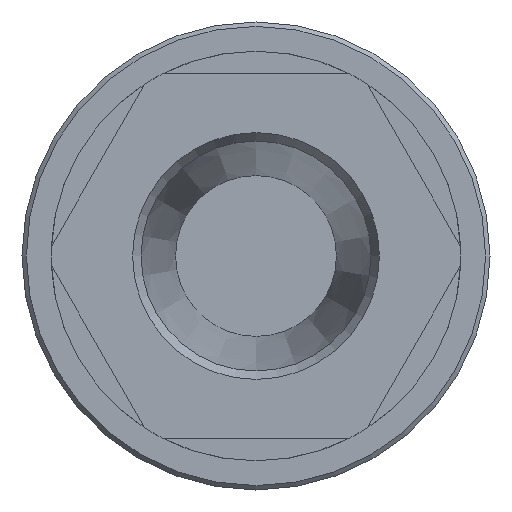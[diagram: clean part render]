
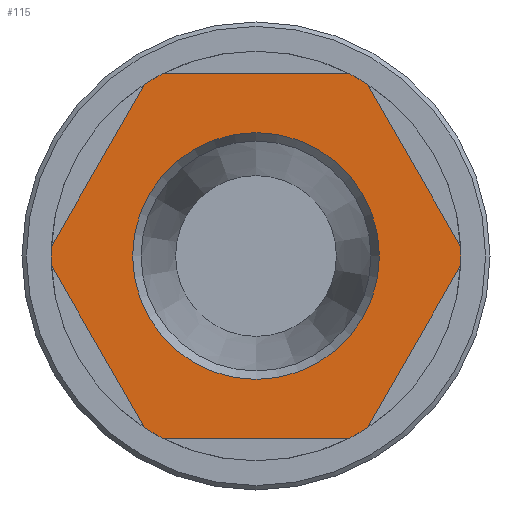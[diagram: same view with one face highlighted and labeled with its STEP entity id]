
A CAD part, left-side view. The second image highlights one B-rep face of the part: STEP entity #115.
In plain terms, the highlighted planar face has unit normal (-1, 0, 0).
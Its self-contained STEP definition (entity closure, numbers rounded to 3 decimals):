
#115 = ADVANCED_FACE( '', ( #236, #237 ), #238, .F. );
#236 = FACE_BOUND( '', #564, .T. );
#237 = FACE_OUTER_BOUND( '', #565, .T. );
#238 = PLANE( '', #566 );
#564 = EDGE_LOOP( '', ( #795 ) );
#565 = EDGE_LOOP( '', ( #796, #797, #798, #799, #800, #801, #802, #803, #804, #805, #806, #807 ) );
#566 = AXIS2_PLACEMENT_3D( '', #808, #809, #810 );
#795 = ORIENTED_EDGE( '', *, *, #847, .F. );
#796 = ORIENTED_EDGE( '', *, *, #829, .T. );
#797 = ORIENTED_EDGE( '', *, *, #880, .F. );
#798 = ORIENTED_EDGE( '', *, *, #825, .T. );
#799 = ORIENTED_EDGE( '', *, *, #879, .F. );
#800 = ORIENTED_EDGE( '', *, *, #900, .T. );
#801 = ORIENTED_EDGE( '', *, *, #876, .F. );
#802 = ORIENTED_EDGE( '', *, *, #898, .T. );
#803 = ORIENTED_EDGE( '', *, *, #873, .F. );
#804 = ORIENTED_EDGE( '', *, *, #820, .T. );
#805 = ORIENTED_EDGE( '', *, *, #871, .F. );
#806 = ORIENTED_EDGE( '', *, *, #834, .T. );
#807 = ORIENTED_EDGE( '', *, *, #869, .F. );
#808 = CARTESIAN_POINT( '', ( -32.5, 0., 0. ) );
#809 = DIRECTION( '', ( 1., 0., 0. ) );
#810 = DIRECTION( '', ( 0., 0., -1. ) );
#820 = EDGE_CURVE( '', #917, #918, #919, .T. );
#825 = EDGE_CURVE( '', #926, #927, #928, .T. );
#829 = EDGE_CURVE( '', #932, #933, #934, .T. );
#834 = EDGE_CURVE( '', #941, #942, #943, .T. );
#847 = EDGE_CURVE( '', #964, #964, #965, .T. );
#869 = EDGE_CURVE( '', #932, #942, #998, .T. );
#871 = EDGE_CURVE( '', #941, #918, #1000, .T. );
#873 = EDGE_CURVE( '', #917, #1002, #1003, .T. );
#876 = EDGE_CURVE( '', #1005, #1007, #1008, .T. );
#879 = EDGE_CURVE( '', #1010, #927, #1012, .T. );
#880 = EDGE_CURVE( '', #926, #933, #1013, .T. );
#898 = EDGE_CURVE( '', #1005, #1002, #1035, .T. );
#900 = EDGE_CURVE( '', #1010, #1007, #1037, .T. );
#917 = VERTEX_POINT( '', #1055 );
#918 = VERTEX_POINT( '', #1056 );
#919 = LINE( '', #1057, #1058 );
#926 = VERTEX_POINT( '', #1068 );
#927 = VERTEX_POINT( '', #1069 );
#928 = LINE( '', #1070, #1071 );
#932 = VERTEX_POINT( '', #1077 );
#933 = VERTEX_POINT( '', #1078 );
#934 = LINE( '', #1079, #1080 );
#941 = VERTEX_POINT( '', #1090 );
#942 = VERTEX_POINT( '', #1091 );
#943 = LINE( '', #1092, #1093 );
#964 = VERTEX_POINT( '', #1135 );
#965 = CIRCLE( '', #1136, 8.437 );
#998 = CIRCLE( '', #1296, 14. );
#1000 = CIRCLE( '', #1298, 14. );
#1002 = VERTEX_POINT( '', #1300 );
#1003 = CIRCLE( '', #1301, 14. );
#1005 = VERTEX_POINT( '', #1304 );
#1007 = VERTEX_POINT( '', #1307 );
#1008 = CIRCLE( '', #1308, 14. );
#1010 = VERTEX_POINT( '', #1311 );
#1012 = CIRCLE( '', #1314, 14. );
#1013 = CIRCLE( '', #1315, 14. );
#1035 = LINE( '', #1436, #1437 );
#1037 = LINE( '', #1439, #1440 );
#1055 = CARTESIAN_POINT( '', ( -32.5, -13.983, 0.68 ) );
#1056 = CARTESIAN_POINT( '', ( -32.5, -7.581, 11.77 ) );
#1057 = CARTESIAN_POINT( '', ( -32.5, -7.581, 11.77 ) );
#1058 = VECTOR( '', #1456, 1000. );
#1068 = CARTESIAN_POINT( '', ( -32.5, 13.983, -0.68 ) );
#1069 = CARTESIAN_POINT( '', ( -32.5, 7.581, -11.77 ) );
#1070 = CARTESIAN_POINT( '', ( -32.5, 13.983, -0.68 ) );
#1071 = VECTOR( '', #1460, 1000. );
#1077 = CARTESIAN_POINT( '', ( -32.5, 7.581, 11.77 ) );
#1078 = CARTESIAN_POINT( '', ( -32.5, 13.983, 0.68 ) );
#1079 = CARTESIAN_POINT( '', ( -32.5, 13.983, 0.68 ) );
#1080 = VECTOR( '', #1463, 1000. );
#1090 = CARTESIAN_POINT( '', ( -32.5, -6.403, 12.45 ) );
#1091 = CARTESIAN_POINT( '', ( -32.5, 6.403, 12.45 ) );
#1092 = CARTESIAN_POINT( '', ( -32.5, 6.403, 12.45 ) );
#1093 = VECTOR( '', #1467, 1000. );
#1135 = CARTESIAN_POINT( '', ( -32.5, 0., 8.437 ) );
#1136 = AXIS2_PLACEMENT_3D( '', #1478, #1479, #1480 );
#1296 = AXIS2_PLACEMENT_3D( '', #1504, #1505, #1506 );
#1298 = AXIS2_PLACEMENT_3D( '', #1510, #1511, #1512 );
#1300 = CARTESIAN_POINT( '', ( -32.5, -13.983, -0.68 ) );
#1301 = AXIS2_PLACEMENT_3D( '', #1516, #1517, #1518 );
#1304 = CARTESIAN_POINT( '', ( -32.5, -7.581, -11.77 ) );
#1307 = CARTESIAN_POINT( '', ( -32.5, -6.403, -12.45 ) );
#1308 = AXIS2_PLACEMENT_3D( '', #1521, #1522, #1523 );
#1311 = CARTESIAN_POINT( '', ( -32.5, 6.403, -12.45 ) );
#1314 = AXIS2_PLACEMENT_3D( '', #1526, #1527, #1528 );
#1315 = AXIS2_PLACEMENT_3D( '', #1529, #1530, #1531 );
#1436 = CARTESIAN_POINT( '', ( -32.5, -7.581, -11.77 ) );
#1437 = VECTOR( '', #1544, 1000. );
#1439 = CARTESIAN_POINT( '', ( -32.5, -6.403, -12.45 ) );
#1440 = VECTOR( '', #1545, 1000. );
#1456 = DIRECTION( '', ( 0., 0.5, 0.866 ) );
#1460 = DIRECTION( '', ( 0., -0.5, -0.866 ) );
#1463 = DIRECTION( '', ( 0., 0.5, -0.866 ) );
#1467 = DIRECTION( '', ( 0., 1., 0. ) );
#1478 = CARTESIAN_POINT( '', ( -32.5, 0., 0. ) );
#1479 = DIRECTION( '', ( -1., 0., 0. ) );
#1480 = DIRECTION( '', ( 0., 0., 1. ) );
#1504 = CARTESIAN_POINT( '', ( -32.5, 0., 0. ) );
#1505 = DIRECTION( '', ( 1., 0., 0. ) );
#1506 = DIRECTION( '', ( 0., 0., 1. ) );
#1510 = CARTESIAN_POINT( '', ( -32.5, 0., 0. ) );
#1511 = DIRECTION( '', ( 1., 0., 0. ) );
#1512 = DIRECTION( '', ( 0., 0., 1. ) );
#1516 = CARTESIAN_POINT( '', ( -32.5, 0., 0. ) );
#1517 = DIRECTION( '', ( 1., 0., 0. ) );
#1518 = DIRECTION( '', ( 0., 0., 1. ) );
#1521 = CARTESIAN_POINT( '', ( -32.5, 0., 0. ) );
#1522 = DIRECTION( '', ( 1., 0., 0. ) );
#1523 = DIRECTION( '', ( 0., 0., 1. ) );
#1526 = CARTESIAN_POINT( '', ( -32.5, 0., 0. ) );
#1527 = DIRECTION( '', ( 1., 0., 0. ) );
#1528 = DIRECTION( '', ( 0., 0., 1. ) );
#1529 = CARTESIAN_POINT( '', ( -32.5, 0., 0. ) );
#1530 = DIRECTION( '', ( 1., 0., 0. ) );
#1531 = DIRECTION( '', ( 0., 0., 1. ) );
#1544 = DIRECTION( '', ( 0., -0.5, 0.866 ) );
#1545 = DIRECTION( '', ( 0., -1., 0. ) );
